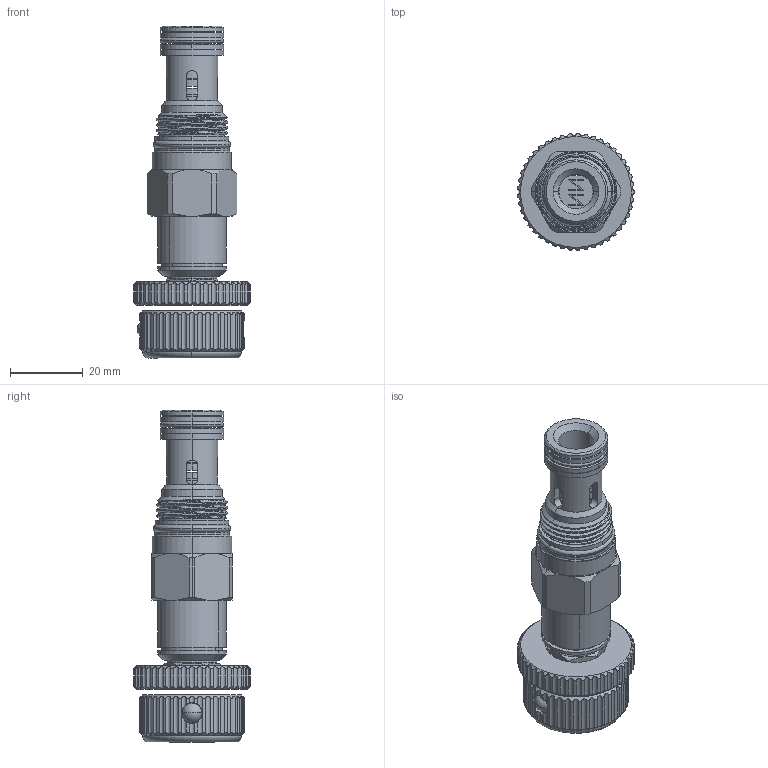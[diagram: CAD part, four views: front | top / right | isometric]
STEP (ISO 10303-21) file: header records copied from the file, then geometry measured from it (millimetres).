
FILE_DESCRIPTION (( 'STEP AP203' ), '1' );
FILE_NAME ('NV13A28-K.STEP', '2016-07-22T01:19:50', ( '' ), ( '' ), 'SwSTEP 2.0', 'SolidWorks 2012', '' );
FILE_SCHEMA (( 'CONFIG_CONTROL_DESIGN' ));
Length unit declared in the file: millimetre
Products named in the file (1): NV13A28-K
Bounding box: 32.18 x 32.2 x 91.56 mm (x, y, z)
Surface area: 11813 mm2 (no closed solid volume)
Topology: 0 solids, 20 shells, 487 faces, 1432 edges, 949 vertices
Faces by surface type: cylinder 302, plane 110, cone 46, bspline 15, torus 12, sphere 2
Entity records: 23170 total; most frequent: CARTESIAN_POINT 10791, ORIENTED_EDGE 2625, DIRECTION 2385, EDGE_CURVE 1415, VERTEX_POINT 946, AXIS2_PLACEMENT_3D 888, VECTOR 609, LINE 609
